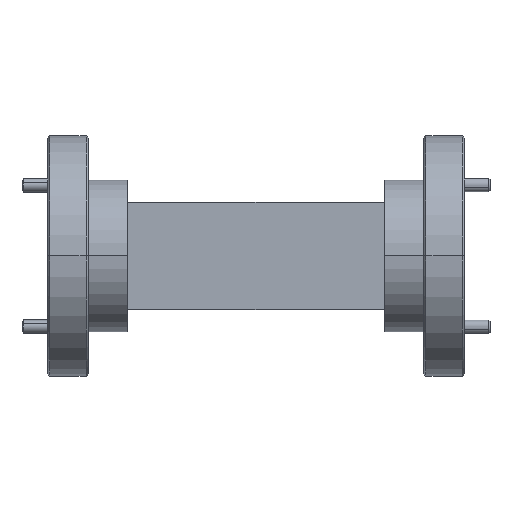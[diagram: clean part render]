
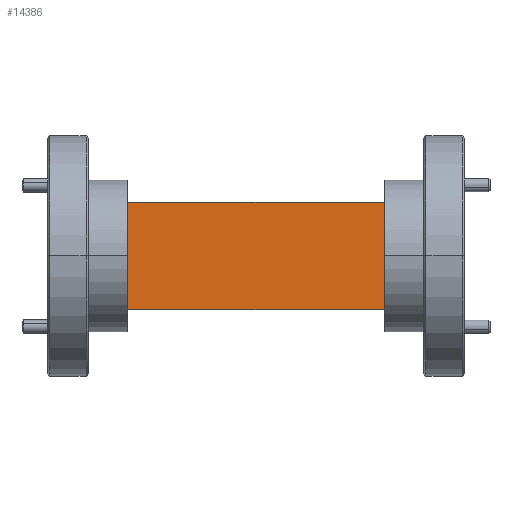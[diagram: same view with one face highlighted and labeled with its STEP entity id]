
A CAD part, top view. The second image highlights one B-rep face of the part: STEP entity #14386.
In plain terms, the highlighted planar face has unit normal (0, 0, 1).
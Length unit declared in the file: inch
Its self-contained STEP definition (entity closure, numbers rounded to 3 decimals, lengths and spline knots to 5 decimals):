
#299 = LINE ( 'NONE', #5489, #3019 ) ;
#1230 = CARTESIAN_POINT ( 'NONE',  ( -0.6, 0., 0.6 ) ) ;
#1730 = LINE ( 'NONE', #20273, #6173 ) ;
#2419 = EDGE_CURVE ( 'NONE', #3780, #7023, #1730, .T. ) ;
#2684 = CARTESIAN_POINT ( 'NONE',  ( -0.6, 0.5, 0.6 ) ) ;
#2896 = LINE ( 'NONE', #22689, #14959 ) ;
#3019 = VECTOR ( 'NONE', #16869, 39.37008 ) ;
#3780 = VERTEX_POINT ( 'NONE', #24228 ) ;
#3956 = FACE_OUTER_BOUND ( 'NONE', #15167, .T. ) ;
#5017 = VERTEX_POINT ( 'NONE', #12723 ) ;
#5489 = CARTESIAN_POINT ( 'NONE',  ( 0.6, 0., 0.6 ) ) ;
#5715 = ORIENTED_EDGE ( 'NONE', *, *, #14983, .T. ) ;
#6173 = VECTOR ( 'NONE', #8386, 39.37008 ) ;
#7023 = VERTEX_POINT ( 'NONE', #21460 ) ;
#8386 = DIRECTION ( 'NONE',  ( 1., 0., 0. ) ) ;
#11412 = EDGE_CURVE ( 'NONE', #7023, #5017, #2896, .T. ) ;
#12723 = CARTESIAN_POINT ( 'NONE',  ( 0.6, 0., 0.6 ) ) ;
#13031 = AXIS2_PLACEMENT_3D ( 'NONE', #20900, #24960, #17042 ) ;
#13444 = EDGE_CURVE ( 'NONE', #3780, #24399, #16064, .T. ) ;
#14386 = ADVANCED_FACE ( 'NONE', ( #3956 ), #22990, .F. ) ;
#14959 = VECTOR ( 'NONE', #18902, 39.37008 ) ;
#14983 = EDGE_CURVE ( 'NONE', #24399, #5017, #299, .T. ) ;
#15167 = EDGE_LOOP ( 'NONE', ( #5715, #21733, #19099, #16314 ) ) ;
#16064 = LINE ( 'NONE', #2684, #21451 ) ;
#16314 = ORIENTED_EDGE ( 'NONE', *, *, #13444, .T. ) ;
#16869 = DIRECTION ( 'NONE',  ( 1., 0., 0. ) ) ;
#17042 = DIRECTION ( 'NONE',  ( -1., 0., 0. ) ) ;
#18902 = DIRECTION ( 'NONE',  ( 0., -1., 0. ) ) ;
#19099 = ORIENTED_EDGE ( 'NONE', *, *, #2419, .F. ) ;
#20273 = CARTESIAN_POINT ( 'NONE',  ( 0.6, 0.5, 0.6 ) ) ;
#20900 = CARTESIAN_POINT ( 'NONE',  ( 0.6, 0.5, 0.6 ) ) ;
#21451 = VECTOR ( 'NONE', #21961, 39.37008 ) ;
#21460 = CARTESIAN_POINT ( 'NONE',  ( 0.6, 0.5, 0.6 ) ) ;
#21733 = ORIENTED_EDGE ( 'NONE', *, *, #11412, .F. ) ;
#21961 = DIRECTION ( 'NONE',  ( 0., -1., 0. ) ) ;
#22689 = CARTESIAN_POINT ( 'NONE',  ( 0.6, 0.5, 0.6 ) ) ;
#22990 = PLANE ( 'NONE',  #13031 ) ;
#24228 = CARTESIAN_POINT ( 'NONE',  ( -0.6, 0.5, 0.6 ) ) ;
#24399 = VERTEX_POINT ( 'NONE', #1230 ) ;
#24960 = DIRECTION ( 'NONE',  ( 0., 0., -1. ) ) ;
